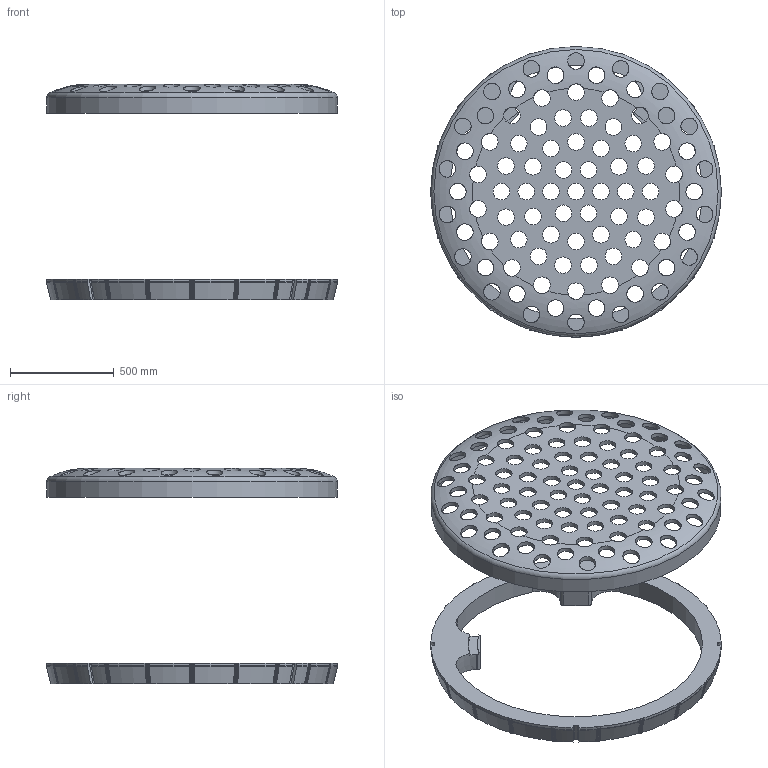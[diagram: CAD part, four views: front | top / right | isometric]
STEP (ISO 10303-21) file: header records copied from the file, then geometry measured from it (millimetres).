
FILE_DESCRIPTION(/* description */ (''),/* implementation_level */ '2;1');
FILE_NAME(/* name */ '20421.100X_3D.stp',/* time_stamp */ '2024-12-12T07:56:22+01:00',/* author */ ('CAD'),/* organization */ (''),/* preprocessor_version */ 'ST-DEVELOPER v20',/* originating_system */ 'AutoCAD Mechanical',/* authorisation */ '');
FILE_SCHEMA (('AUTOMOTIVE_DESIGN { 1 0 10303 214 3 1 1 }'));
Length unit declared in the file: centimetre
Products named in the file (2): Product; *S0
Assembly tree (1 placements, depth 2):
  Product
    *S0
Bounding box: 1405 x 1405 x 1040 mm (x, y, z)
Volume: 67009481.2 mm3; surface area: 5023244.5 mm2
Topology: 2 solids, 2 shells, 758 faces, 2123 edges, 1335 vertices
Faces by surface type: cylinder 307, bspline 240, torus 108, plane 63, cone 40
Full cylindrical faces by diameter (mm): 80 x91, 1360 x1, 1400 x1
Entity records: 30373 total; most frequent: CARTESIAN_POINT 11296, ORIENTED_EDGE 4240, DIRECTION 3906, EDGE_CURVE 2120, AXIS2_PLACEMENT_3D 1707, VERTEX_POINT 1329, EDGE_LOOP 905, CIRCLE 850
